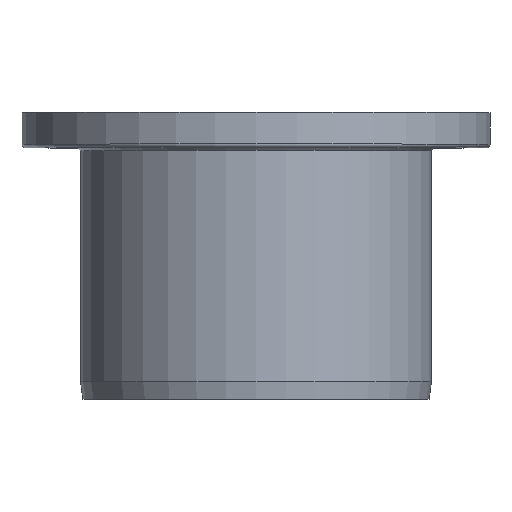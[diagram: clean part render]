
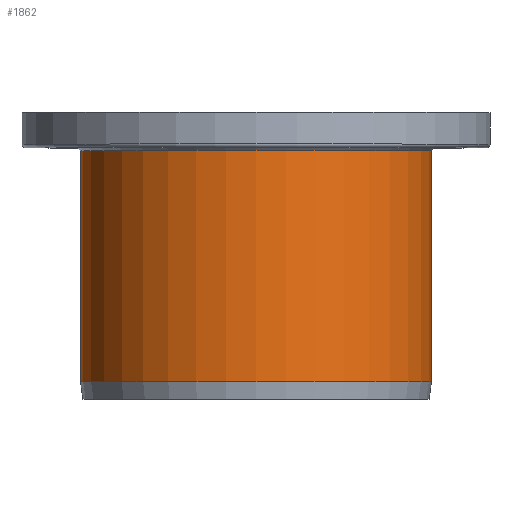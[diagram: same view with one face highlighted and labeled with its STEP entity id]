
A CAD part, top view. The second image highlights one B-rep face of the part: STEP entity #1862.
In plain terms, the highlighted cylindrical face has radius 300 mm (diameter 600 mm), a full revolution.
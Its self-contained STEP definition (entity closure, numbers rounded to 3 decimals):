
#104=LINE('',#5048,#162);
#162=VECTOR('',#2470,300.);
#199=CYLINDRICAL_SURFACE('',#2060,300.);
#326=FACE_OUTER_BOUND('',#446,.T.);
#446=EDGE_LOOP('',(#1665,#1666,#1667,#1668));
#568=CIRCLE('',#2058,300.);
#570=CIRCLE('',#2061,300.);
#847=VERTEX_POINT('',#5040);
#849=VERTEX_POINT('',#5046);
#1123=EDGE_CURVE('',#847,#847,#568,.T.);
#1126=EDGE_CURVE('',#849,#849,#570,.T.);
#1127=EDGE_CURVE('',#849,#847,#104,.T.);
#1665=ORIENTED_EDGE('',*,*,#1126,.F.);
#1666=ORIENTED_EDGE('',*,*,#1127,.T.);
#1667=ORIENTED_EDGE('',*,*,#1123,.T.);
#1668=ORIENTED_EDGE('',*,*,#1127,.F.);
#1862=ADVANCED_FACE('',(#326),#199,.T.);
#2058=AXIS2_PLACEMENT_3D('',#5041,#2461,#2462);
#2060=AXIS2_PLACEMENT_3D('',#5045,#2466,#2467);
#2061=AXIS2_PLACEMENT_3D('',#5047,#2468,#2469);
#2461=DIRECTION('center_axis',(0.,1.,0.));
#2462=DIRECTION('ref_axis',(1.,0.,0.));
#2466=DIRECTION('center_axis',(0.,1.,0.));
#2467=DIRECTION('ref_axis',(-1.,0.,0.));
#2468=DIRECTION('center_axis',(0.,1.,0.));
#2469=DIRECTION('ref_axis',(1.,0.,0.));
#2470=DIRECTION('',(0.,-1.,0.));
#5040=CARTESIAN_POINT('',(300.,30.,0.));
#5041=CARTESIAN_POINT('Origin',(0.,30.,0.));
#5045=CARTESIAN_POINT('Origin',(0.,227.5,0.));
#5046=CARTESIAN_POINT('',(300.,425.,0.));
#5047=CARTESIAN_POINT('Origin',(0.,425.,0.));
#5048=CARTESIAN_POINT('',(300.,227.5,0.));
